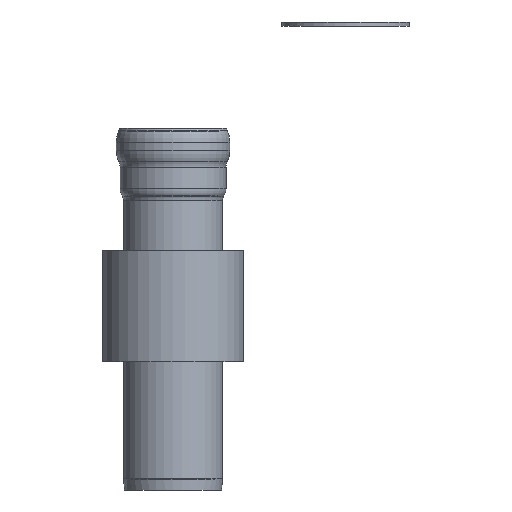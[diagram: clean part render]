
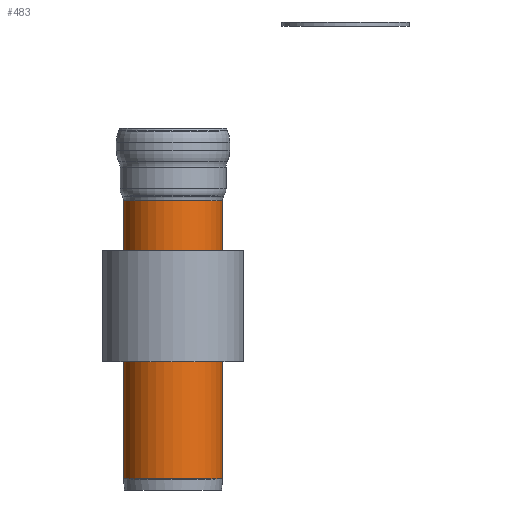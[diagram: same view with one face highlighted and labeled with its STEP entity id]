
A CAD part, left-side view. The second image highlights one B-rep face of the part: STEP entity #483.
In plain terms, the highlighted cylindrical face has radius 445 mm (diameter 890 mm), a full revolution.
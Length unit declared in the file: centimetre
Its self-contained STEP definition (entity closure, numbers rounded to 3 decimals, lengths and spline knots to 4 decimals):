
#40=CYLINDRICAL_SURFACE('',#553,44.5);
#53=LINE('',#873,#67);
#67=VECTOR('',#703,44.5);
#93=FACE_OUTER_BOUND('',#125,.T.);
#125=EDGE_LOOP('',(#391,#392,#393,#394,#395));
#179=CIRCLE('',#551,44.5);
#180=CIRCLE('',#552,44.5);
#181=CIRCLE('',#554,44.5);
#228=VERTEX_POINT('',#865);
#229=VERTEX_POINT('',#867);
#230=VERTEX_POINT('',#871);
#286=EDGE_CURVE('',#229,#228,#179,.T.);
#287=EDGE_CURVE('',#228,#229,#180,.T.);
#288=EDGE_CURVE('',#230,#230,#181,.T.);
#289=EDGE_CURVE('',#230,#229,#53,.T.);
#391=ORIENTED_EDGE('',*,*,#288,.F.);
#392=ORIENTED_EDGE('',*,*,#289,.T.);
#393=ORIENTED_EDGE('',*,*,#286,.T.);
#394=ORIENTED_EDGE('',*,*,#287,.T.);
#395=ORIENTED_EDGE('',*,*,#289,.F.);
#483=ADVANCED_FACE('',(#93),#40,.T.);
#551=AXIS2_PLACEMENT_3D('',#868,#695,#696);
#552=AXIS2_PLACEMENT_3D('',#869,#697,#698);
#553=AXIS2_PLACEMENT_3D('',#870,#699,#700);
#554=AXIS2_PLACEMENT_3D('',#872,#701,#702);
#695=DIRECTION('center_axis',(0.,0.,-1.));
#696=DIRECTION('ref_axis',(1.,0.,0.));
#697=DIRECTION('center_axis',(0.,0.,-1.));
#698=DIRECTION('ref_axis',(1.,0.,0.));
#699=DIRECTION('center_axis',(0.,0.,-1.));
#700=DIRECTION('ref_axis',(1.,0.,0.));
#701=DIRECTION('center_axis',(0.,0.,-1.));
#702=DIRECTION('ref_axis',(1.,0.,0.));
#703=DIRECTION('',(0.,0.,1.));
#865=CARTESIAN_POINT('',(701.5113,110.5351,58.325));
#867=CARTESIAN_POINT('',(657.0113,155.0351,58.325));
#868=CARTESIAN_POINT('Origin',(701.5113,155.0351,58.325));
#869=CARTESIAN_POINT('Origin',(701.5113,155.0351,58.325));
#870=CARTESIAN_POINT('Origin',(701.5113,155.0351,-66.5566));
#871=CARTESIAN_POINT('',(657.0113,155.0351,-191.4383));
#872=CARTESIAN_POINT('Origin',(701.5113,155.0351,-191.4383));
#873=CARTESIAN_POINT('',(657.0113,155.0351,-66.5566));
